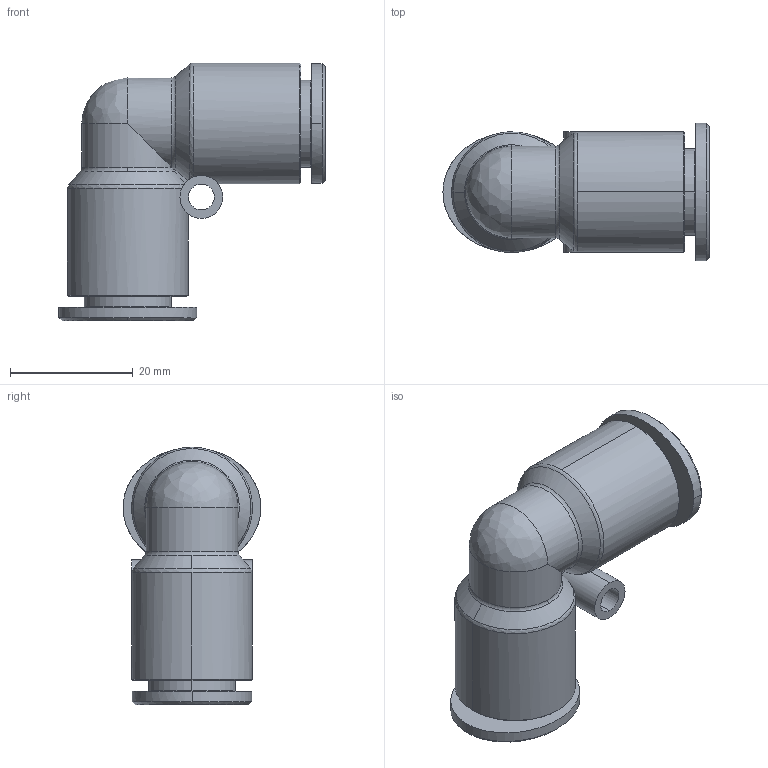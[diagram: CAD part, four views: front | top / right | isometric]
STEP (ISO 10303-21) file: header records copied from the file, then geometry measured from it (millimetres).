
FILE_DESCRIPTION (( 'STEP AP214' ), '1' );
FILE_NAME ('PUL12.stp', '2015-09-04T12:12:43', ( '' ), ( '' ), 'SwSTEP 2.0', 'SolidWorks 2015', '' );
FILE_SCHEMA (( 'AUTOMOTIVE_DESIGN' ));
Length unit declared in the file: millimetre
Products named in the file (2): ｦ+ﾃｦ1; PUL12
Assembly tree (1 placements, depth 2):
  PUL12
    ｦ+ﾃｦ1
Bounding box: 43.45 x 22.5 x 42.05 mm (x, y, z)
Volume: 12015.4 mm3; surface area: 7286.6 mm2
Topology: 1 solids, 1 shells, 736 faces, 2114 edges, 1405 vertices
Faces by surface type: plane 676, bspline 21, cylinder 20, cone 15, torus 4
Entity records: 25644 total; most frequent: CARTESIAN_POINT 6089, ORIENTED_EDGE 4226, DIRECTION 3550, EDGE_CURVE 2113, LINE 1974, VECTOR 1974, VERTEX_POINT 1405, AXIS2_PLACEMENT_3D 788
